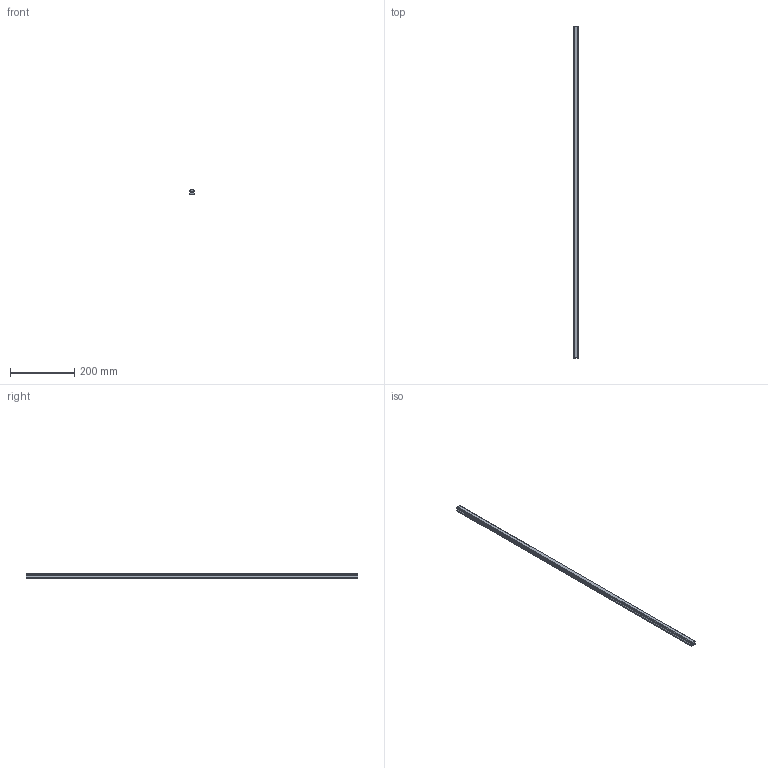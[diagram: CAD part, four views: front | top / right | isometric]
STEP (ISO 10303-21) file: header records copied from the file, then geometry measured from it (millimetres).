
FILE_DESCRIPTION(('STEP AP214'),'1');
FILE_NAME('cctmp_36FB5535-7543-4330-BFE6-3D04CDF5454D_2021_01_19_14_35_34_0613..stp','2021-01-19T13:35:34',('HIWIN GmbH'),('CADClick - www.CADClick.com'),'Spatial InterOp 3D',' ','unknown authorization');
FILE_SCHEMA(('AUTOMOTIVE_DESIGN'));
Length unit declared in the file: millimetre
Products named in the file (1): HGR15T1030C_FILE
Bounding box: 15 x 1030 x 15 mm (x, y, z)
Volume: 193365 mm3; surface area: 65562.8 mm2
Topology: 1 solids, 1 shells, 183 faces, 497 edges, 303 vertices
Faces by surface type: plane 89, cylinder 60, cone 34
Entity records: 6969 total; most frequent: DIRECTION 951, CARTESIAN_POINT 950, ORIENTED_EDGE 926, EDGE_CURVE 463, LINE 343, VECTOR 343, AXIS2_PLACEMENT_3D 304, VERTEX_POINT 303
